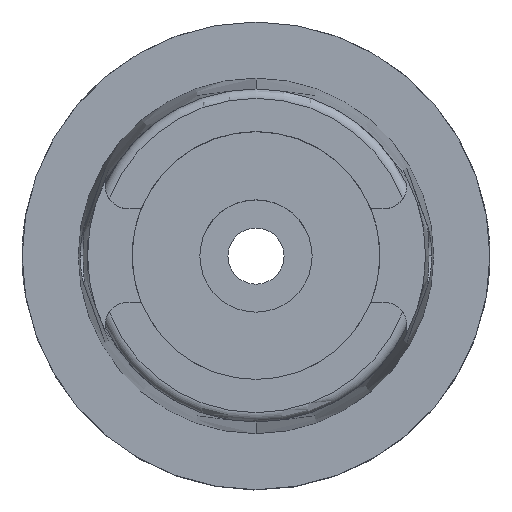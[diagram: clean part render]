
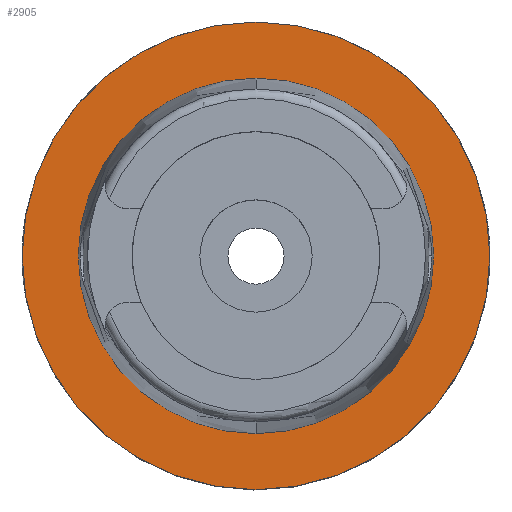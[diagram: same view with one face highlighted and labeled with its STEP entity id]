
A CAD part, top view. The second image highlights one B-rep face of the part: STEP entity #2905.
In plain terms, the highlighted planar face has unit normal (0, 0, 1).
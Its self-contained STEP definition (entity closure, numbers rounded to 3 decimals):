
#233 = DIRECTION ( 'NONE',  ( 0., -1., 0. ) ) ;
#243 = FACE_BOUND ( 'NONE', #2762, .T. ) ;
#414 = VERTEX_POINT ( 'NONE', #2997 ) ;
#637 = DIRECTION ( 'NONE',  ( 0., 0., 1. ) ) ;
#859 = CARTESIAN_POINT ( 'NONE',  ( 0., 50., 0. ) ) ;
#1108 = ORIENTED_EDGE ( 'NONE', *, *, #2242, .F. ) ;
#1173 = CARTESIAN_POINT ( 'NONE',  ( 0., 0., 0. ) ) ;
#1644 = CARTESIAN_POINT ( 'NONE',  ( 0., 0., 0. ) ) ;
#1708 = AXIS2_PLACEMENT_3D ( 'NONE', #4927, #5855, #233 ) ;
#1847 = EDGE_CURVE ( 'NONE', #2696, #414, #5405, .T. ) ;
#2112 = DIRECTION ( 'NONE',  ( 1., 0., 0. ) ) ;
#2242 = EDGE_CURVE ( 'NONE', #414, #2696, #5503, .T. ) ;
#2282 = ORIENTED_EDGE ( 'NONE', *, *, #1847, .F. ) ;
#2550 = CARTESIAN_POINT ( 'NONE',  ( 0., -38., 0. ) ) ;
#2696 = VERTEX_POINT ( 'NONE', #859 ) ;
#2762 = EDGE_LOOP ( 'NONE', ( #3888, #6055 ) ) ;
#2905 = ADVANCED_FACE ( 'NONE', ( #4384, #243 ), #5367, .T. ) ;
#2997 = CARTESIAN_POINT ( 'NONE',  ( 0., -50., 0. ) ) ;
#3043 = EDGE_CURVE ( 'NONE', #5318, #6015, #3276, .T. ) ;
#3047 = DIRECTION ( 'NONE',  ( 0., 0., -1. ) ) ;
#3071 = CIRCLE ( 'NONE', #3947, 38. ) ;
#3276 = CIRCLE ( 'NONE', #5593, 38. ) ;
#3386 = EDGE_CURVE ( 'NONE', #6015, #5318, #3071, .T. ) ;
#3888 = ORIENTED_EDGE ( 'NONE', *, *, #3043, .F. ) ;
#3947 = AXIS2_PLACEMENT_3D ( 'NONE', #5209, #4749, #4686 ) ;
#4046 = EDGE_LOOP ( 'NONE', ( #2282, #1108 ) ) ;
#4050 = AXIS2_PLACEMENT_3D ( 'NONE', #4866, #3047, #5396 ) ;
#4384 = FACE_OUTER_BOUND ( 'NONE', #4046, .T. ) ;
#4434 = AXIS2_PLACEMENT_3D ( 'NONE', #1644, #637, #2112 ) ;
#4686 = DIRECTION ( 'NONE',  ( 0., -1., 0. ) ) ;
#4749 = DIRECTION ( 'NONE',  ( 0., 0., 1. ) ) ;
#4866 = CARTESIAN_POINT ( 'NONE',  ( 0., 0., 0. ) ) ;
#4927 = CARTESIAN_POINT ( 'NONE',  ( 0., 0., 0. ) ) ;
#4964 = DIRECTION ( 'NONE',  ( 0., 1., 0. ) ) ;
#5209 = CARTESIAN_POINT ( 'NONE',  ( 0., 0., 0. ) ) ;
#5318 = VERTEX_POINT ( 'NONE', #5409 ) ;
#5367 = PLANE ( 'NONE',  #4434 ) ;
#5396 = DIRECTION ( 'NONE',  ( 0., 1., 0. ) ) ;
#5405 = CIRCLE ( 'NONE', #4050, 50. ) ;
#5409 = CARTESIAN_POINT ( 'NONE',  ( 0., 38., 0. ) ) ;
#5503 = CIRCLE ( 'NONE', #1708, 50. ) ;
#5593 = AXIS2_PLACEMENT_3D ( 'NONE', #1173, #5900, #4964 ) ;
#5855 = DIRECTION ( 'NONE',  ( 0., 0., -1. ) ) ;
#5900 = DIRECTION ( 'NONE',  ( 0., 0., 1. ) ) ;
#6015 = VERTEX_POINT ( 'NONE', #2550 ) ;
#6055 = ORIENTED_EDGE ( 'NONE', *, *, #3386, .F. ) ;
